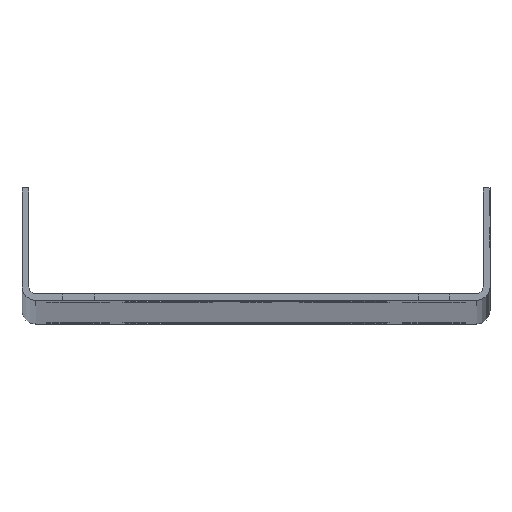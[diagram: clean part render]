
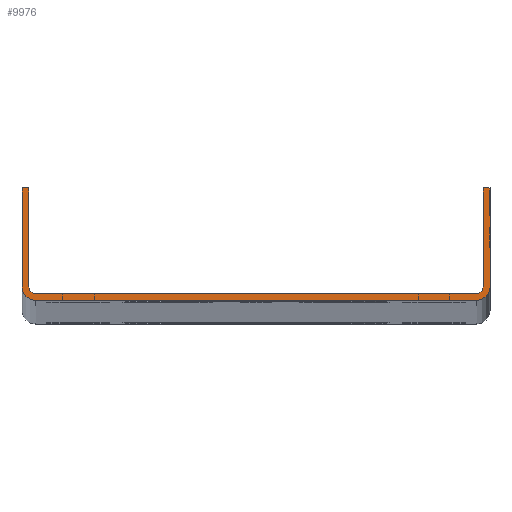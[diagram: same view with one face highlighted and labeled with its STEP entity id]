
A CAD part, top view. The second image highlights one B-rep face of the part: STEP entity #9976.
In plain terms, the highlighted planar face has unit normal (0, 0, 1).
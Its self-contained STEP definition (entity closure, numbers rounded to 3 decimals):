
#405=DIRECTION('',(-1.,0.,0.));
#406=VECTOR('',#405,98.);
#407=CARTESIAN_POINT('',(739.514,458.195,0.));
#408=LINE('',#407,#406);
#1233=DIRECTION('',(1.,0.,0.));
#1234=VECTOR('',#1233,98.);
#1235=CARTESIAN_POINT('',(641.514,459.695,0.));
#1236=LINE('',#1235,#1234);
#2379=DIRECTION('',(0.,-1.,0.));
#2380=VECTOR('',#2379,22.);
#2381=CARTESIAN_POINT('',(640.014,483.195,0.));
#2382=LINE('',#2381,#2380);
#2643=DIRECTION('',(0.,1.,0.));
#2644=VECTOR('',#2643,22.);
#2645=CARTESIAN_POINT('',(638.514,461.195,0.));
#2646=LINE('',#2645,#2644);
#3059=DIRECTION('',(0.,1.,0.));
#3060=VECTOR('',#3059,22.);
#3061=CARTESIAN_POINT('',(741.014,461.195,0.));
#3062=LINE('',#3061,#3060);
#3367=DIRECTION('',(0.,-1.,0.));
#3368=VECTOR('',#3367,22.);
#3369=CARTESIAN_POINT('',(742.514,483.195,0.));
#3370=LINE('',#3369,#3368);
#3613=DIRECTION('',(1.,0.,0.));
#3614=VECTOR('',#3613,1.5);
#3615=CARTESIAN_POINT('',(638.514,483.195,0.));
#3616=LINE('',#3615,#3614);
#3625=DIRECTION('',(1.,0.,0.));
#3626=VECTOR('',#3625,1.5);
#3627=CARTESIAN_POINT('',(741.014,483.195,0.));
#3628=LINE('',#3627,#3626);
#3629=CARTESIAN_POINT('',(739.514,461.195,0.));
#3630=DIRECTION('',(0.,0.,-1.));
#3631=DIRECTION('',(1.,0.,0.));
#3632=AXIS2_PLACEMENT_3D('',#3629,#3630,#3631);
#3634=CARTESIAN_POINT('',(739.514,461.195,0.));
#3635=DIRECTION('',(0.,0.,1.));
#3636=DIRECTION('',(0.,-1.,0.));
#3637=AXIS2_PLACEMENT_3D('',#3634,#3635,#3636);
#3639=CARTESIAN_POINT('',(641.514,461.195,0.));
#3640=DIRECTION('',(0.,0.,1.));
#3641=DIRECTION('',(-1.,0.,0.));
#3642=AXIS2_PLACEMENT_3D('',#3639,#3640,#3641);
#3644=CARTESIAN_POINT('',(641.514,461.195,0.));
#3645=DIRECTION('',(0.,0.,-1.));
#3646=DIRECTION('',(0.,-1.,0.));
#3647=AXIS2_PLACEMENT_3D('',#3644,#3645,#3646);
#4741=CARTESIAN_POINT('',(739.514,458.195,0.));
#4742=CARTESIAN_POINT('',(641.514,458.195,0.));
#4743=VERTEX_POINT('',#4741);
#4744=VERTEX_POINT('',#4742);
#4959=CARTESIAN_POINT('',(641.514,459.695,0.));
#4960=CARTESIAN_POINT('',(739.514,459.695,0.));
#4961=VERTEX_POINT('',#4959);
#4962=VERTEX_POINT('',#4960);
#5013=CARTESIAN_POINT('',(741.014,461.195,0.));
#5014=VERTEX_POINT('',#5013);
#5071=CARTESIAN_POINT('',(741.014,483.195,0.));
#5072=VERTEX_POINT('',#5071);
#5073=CARTESIAN_POINT('',(742.514,483.195,0.));
#5074=VERTEX_POINT('',#5073);
#5113=CARTESIAN_POINT('',(742.514,461.195,0.));
#5114=VERTEX_POINT('',#5113);
#5137=CARTESIAN_POINT('',(638.514,461.195,0.));
#5138=VERTEX_POINT('',#5137);
#5221=CARTESIAN_POINT('',(638.514,483.195,0.));
#5222=VERTEX_POINT('',#5221);
#5225=CARTESIAN_POINT('',(640.014,483.195,0.));
#5226=VERTEX_POINT('',#5225);
#5243=CARTESIAN_POINT('',(640.014,461.195,0.));
#5244=VERTEX_POINT('',#5243);
#9956=CARTESIAN_POINT('',(739.514,461.195,0.));
#9957=DIRECTION('',(0.,0.,1.));
#9958=DIRECTION('',(1.,0.,0.));
#9959=AXIS2_PLACEMENT_3D('',#9956,#9957,#9958);
#9960=PLANE('',#9959);
#9961=ORIENTED_EDGE('',*,*,#9218,.F.);
#9962=ORIENTED_EDGE('',*,*,#9232,.T.);
#9963=ORIENTED_EDGE('',*,*,#9951,.T.);
#9964=ORIENTED_EDGE('',*,*,#9461,.T.);
#9966=ORIENTED_EDGE('',*,*,#9965,.F.);
#9967=ORIENTED_EDGE('',*,*,#5988,.T.);
#9968=ORIENTED_EDGE('',*,*,#9178,.F.);
#9969=ORIENTED_EDGE('',*,*,#8687,.T.);
#9970=ORIENTED_EDGE('',*,*,#9938,.T.);
#9971=ORIENTED_EDGE('',*,*,#8470,.T.);
#9972=ORIENTED_EDGE('',*,*,#8455,.F.);
#9973=ORIENTED_EDGE('',*,*,#6597,.T.);
#9974=EDGE_LOOP('',(#9961,#9962,#9963,#9964,#9966,#9967,#9968,#9969,#9970,#9971,
#9972,#9973));
#9975=FACE_OUTER_BOUND('',#9974,.F.);
#9976=ADVANCED_FACE('',(#9975),#9960,.T.);
#3633=CIRCLE('',#3632,1.5);
#3638=CIRCLE('',#3637,3.);
#3643=CIRCLE('',#3642,3.);
#3648=CIRCLE('',#3647,1.5);
#5988=EDGE_CURVE('',#4743,#4744,#408,.T.);
#6597=EDGE_CURVE('',#4961,#4962,#1236,.T.);
#8455=EDGE_CURVE('',#4961,#5244,#3648,.T.);
#8470=EDGE_CURVE('',#5226,#5244,#2382,.T.);
#8687=EDGE_CURVE('',#5138,#5222,#2646,.T.);
#9178=EDGE_CURVE('',#5138,#4744,#3643,.T.);
#9218=EDGE_CURVE('',#5014,#4962,#3633,.T.);
#9232=EDGE_CURVE('',#5014,#5072,#3062,.T.);
#9461=EDGE_CURVE('',#5074,#5114,#3370,.T.);
#9938=EDGE_CURVE('',#5222,#5226,#3616,.T.);
#9951=EDGE_CURVE('',#5072,#5074,#3628,.T.);
#9965=EDGE_CURVE('',#4743,#5114,#3638,.T.);
